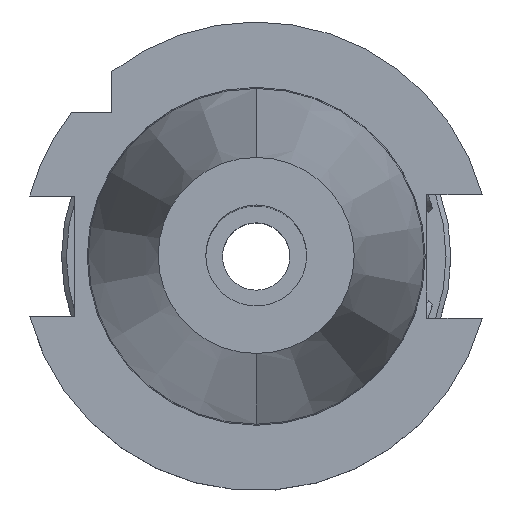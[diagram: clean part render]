
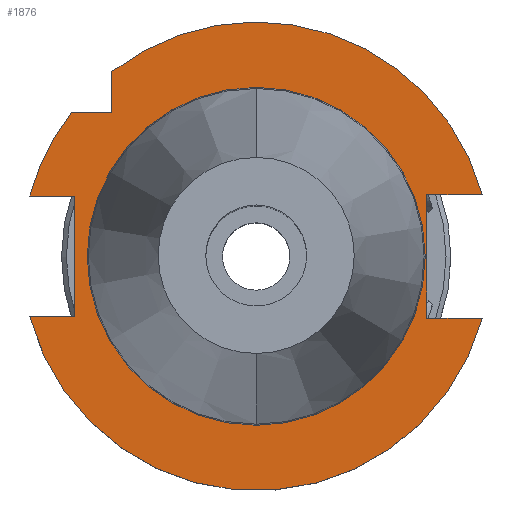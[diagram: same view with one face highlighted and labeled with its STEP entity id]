
A CAD part, top view. The second image highlights one B-rep face of the part: STEP entity #1876.
In plain terms, the highlighted planar face has unit normal (0, 0, 1).
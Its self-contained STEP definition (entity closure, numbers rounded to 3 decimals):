
#233=DIRECTION('',(0.,-1.,0.));
#234=VECTOR('',#233,8.426);
#235=CARTESIAN_POINT('',(-30.,38.426,-3.2));
#236=LINE('',#235,#234);
#240=DIRECTION('',(-1.,0.,0.));
#241=VECTOR('',#240,11.526);
#242=CARTESIAN_POINT('',(47.026,12.85,-3.2));
#243=LINE('',#242,#241);
#247=DIRECTION('',(0.,1.,0.));
#248=VECTOR('',#247,25.7);
#249=CARTESIAN_POINT('',(35.5,-12.85,-3.2));
#250=LINE('',#249,#248);
#254=DIRECTION('',(-1.,0.,0.));
#255=VECTOR('',#254,11.526);
#256=CARTESIAN_POINT('',(47.026,-12.85,-3.2));
#257=LINE('',#256,#255);
#261=DIRECTION('',(1.,0.,0.));
#262=VECTOR('',#261,9.407);
#263=CARTESIAN_POINT('',(-47.107,-12.55,-3.2));
#264=LINE('',#263,#262);
#268=DIRECTION('',(0.,1.,0.));
#269=VECTOR('',#268,25.1);
#270=CARTESIAN_POINT('',(-37.7,-12.55,-3.2));
#271=LINE('',#270,#269);
#275=DIRECTION('',(1.,0.,0.));
#276=VECTOR('',#275,9.407);
#277=CARTESIAN_POINT('',(-47.107,12.55,-3.2));
#278=LINE('',#277,#276);
#282=DIRECTION('',(1.,0.,0.));
#283=VECTOR('',#282,8.426);
#284=CARTESIAN_POINT('',(-38.426,30.,-3.2));
#285=LINE('',#284,#283);
#303=CARTESIAN_POINT('',(0.,0.,-3.2));
#304=DIRECTION('',(0.,0.,1.));
#305=DIRECTION('',(0.,1.,0.));
#306=AXIS2_PLACEMENT_3D('',#303,#304,#305);
#311=CARTESIAN_POINT('',(0.,0.,-3.2));
#312=DIRECTION('',(0.,0.,-1.));
#313=DIRECTION('',(0.,1.,0.));
#314=AXIS2_PLACEMENT_3D('',#311,#312,#313);
#884=CARTESIAN_POINT('',(0.,0.,-3.2));
#885=DIRECTION('',(0.,0.,1.));
#886=DIRECTION('',(-0.966,-0.257,0.));
#887=AXIS2_PLACEMENT_3D('',#884,#885,#886);
#929=CARTESIAN_POINT('',(0.,0.,-3.2));
#930=DIRECTION('',(0.,0.,1.));
#931=DIRECTION('',(0.965,0.264,0.));
#932=AXIS2_PLACEMENT_3D('',#929,#930,#931);
#944=CARTESIAN_POINT('',(0.,0.,-3.2));
#945=DIRECTION('',(0.,0.,1.));
#946=DIRECTION('',(-0.788,0.615,0.));
#947=AXIS2_PLACEMENT_3D('',#944,#945,#946);
#1488=CARTESIAN_POINT('',(0.,35.034,-3.2));
#1490=VERTEX_POINT('',#1488);
#1498=CARTESIAN_POINT('',(0.,-35.034,-3.2));
#1500=VERTEX_POINT('',#1498);
#1516=CARTESIAN_POINT('',(47.026,12.85,-3.2));
#1517=VERTEX_POINT('',#1516);
#1518=CARTESIAN_POINT('',(47.026,-12.85,-3.2));
#1519=VERTEX_POINT('',#1518);
#1520=CARTESIAN_POINT('',(35.5,-12.85,-3.2));
#1521=CARTESIAN_POINT('',(35.5,12.85,-3.2));
#1522=VERTEX_POINT('',#1520);
#1523=VERTEX_POINT('',#1521);
#1564=CARTESIAN_POINT('',(-47.107,12.55,-3.2));
#1565=VERTEX_POINT('',#1564);
#1566=CARTESIAN_POINT('',(-47.107,-12.55,-3.2));
#1567=VERTEX_POINT('',#1566);
#1568=CARTESIAN_POINT('',(-37.7,-12.55,-3.2));
#1569=CARTESIAN_POINT('',(-37.7,12.55,-3.2));
#1570=VERTEX_POINT('',#1568);
#1571=VERTEX_POINT('',#1569);
#1600=CARTESIAN_POINT('',(-30.,38.426,-3.2));
#1601=VERTEX_POINT('',#1600);
#1602=CARTESIAN_POINT('',(-38.426,30.,-3.2));
#1603=VERTEX_POINT('',#1602);
#1604=CARTESIAN_POINT('',(-30.,30.,-3.2));
#1605=VERTEX_POINT('',#1604);
#1843=CARTESIAN_POINT('',(0.,0.,-3.2));
#1844=DIRECTION('',(0.,0.,-1.));
#1845=DIRECTION('',(0.,-1.,0.));
#1846=AXIS2_PLACEMENT_3D('',#1843,#1844,#1845);
#1847=PLANE('',#1846);
#1849=ORIENTED_EDGE('',*,*,#1848,.F.);
#1851=ORIENTED_EDGE('',*,*,#1850,.F.);
#1853=ORIENTED_EDGE('',*,*,#1852,.T.);
#1855=ORIENTED_EDGE('',*,*,#1854,.F.);
#1857=ORIENTED_EDGE('',*,*,#1856,.F.);
#1859=ORIENTED_EDGE('',*,*,#1858,.F.);
#1860=ORIENTED_EDGE('',*,*,#1742,.T.);
#1861=ORIENTED_EDGE('',*,*,#1825,.T.);
#1863=ORIENTED_EDGE('',*,*,#1862,.F.);
#1865=ORIENTED_EDGE('',*,*,#1864,.F.);
#1867=ORIENTED_EDGE('',*,*,#1866,.T.);
#1868=EDGE_LOOP('',(#1849,#1851,#1853,#1855,#1857,#1859,#1860,#1861,#1863,#1865,
#1867));
#1869=FACE_OUTER_BOUND('',#1868,.F.);
#1871=ORIENTED_EDGE('',*,*,#1870,.T.);
#1873=ORIENTED_EDGE('',*,*,#1872,.F.);
#1874=EDGE_LOOP('',(#1871,#1873));
#1875=FACE_BOUND('',#1874,.F.);
#307=CIRCLE('',#306,35.034);
#315=CIRCLE('',#314,35.034);
#888=CIRCLE('',#887,48.75);
#933=CIRCLE('',#932,48.75);
#948=CIRCLE('',#947,48.75);
#1742=EDGE_CURVE('',#1567,#1570,#264,.T.);
#1825=EDGE_CURVE('',#1570,#1571,#271,.T.);
#1848=EDGE_CURVE('',#1601,#1605,#236,.T.);
#1850=EDGE_CURVE('',#1517,#1601,#933,.T.);
#1852=EDGE_CURVE('',#1517,#1523,#243,.T.);
#1854=EDGE_CURVE('',#1522,#1523,#250,.T.);
#1856=EDGE_CURVE('',#1519,#1522,#257,.T.);
#1858=EDGE_CURVE('',#1567,#1519,#888,.T.);
#1862=EDGE_CURVE('',#1565,#1571,#278,.T.);
#1864=EDGE_CURVE('',#1603,#1565,#948,.T.);
#1866=EDGE_CURVE('',#1603,#1605,#285,.T.);
#1870=EDGE_CURVE('',#1490,#1500,#307,.T.);
#1872=EDGE_CURVE('',#1490,#1500,#315,.T.);
#1876=ADVANCED_FACE('',(#1869,#1875),#1847,.F.);
